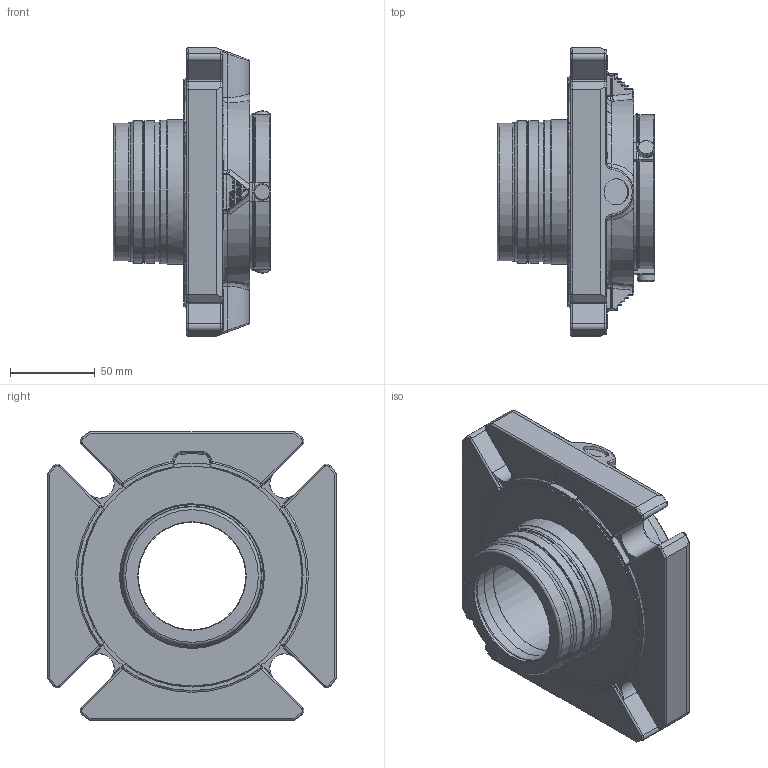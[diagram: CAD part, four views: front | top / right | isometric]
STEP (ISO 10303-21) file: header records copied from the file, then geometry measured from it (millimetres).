
FILE_DESCRIPTION(/* description */ ('Unknown'),/* implementation_level */ '2;1');
FILE_NAME(/* name */ '2.500-DMSF-LARGE-BOX-BORE-SEAL-ARRANGEMENT',/* time_stamp */ '2023-06-06T12:37:55+01:00',/* author */ ('Unknown'),/* organization */ ('Unknown'),/* preprocessor_version */ 'ST-DEVELOPER v18.102',/* originating_system */ 'Solid Edge',/* authorisation */ 'Unknown');
FILE_SCHEMA (('AUTOMOTIVE_DESIGN {1 0 10303 214 3 1 1}'));
Length unit declared in the file: millimetre
Products named in the file (1): 2.500-DMSF-LARGE-BOX-BORE-SEAL-ARRANGEMENT
Bounding box: 93.24 x 170.31 x 170.31 mm (x, y, z)
Volume: 765770.4 mm3; surface area: 109972.9 mm2
Topology: 1 solids, 1 shells, 977 faces, 2520 edges, 1563 vertices
Faces by surface type: cylinder 337, plane 301, bspline 166, torus 109, sphere 40, cone 24
Full cylindrical faces by diameter (mm): 5.805 x2, 10 x3, 15.5 x2, 63.5 x1, 63.602 x3, 63.856 x1, 69.825 x2, 81.509 x1, 84.201 x1, 84.252 x1, 84.938 x1, 85.446 x1, 91.567 x1, 130 x1
Entity records: 32702 total; most frequent: CARTESIAN_POINT 9965, ORIENTED_EDGE 4888, DIRECTION 4541, EDGE_CURVE 2444, AXIS2_PLACEMENT_3D 1714, VERTEX_POINT 1545, LINE 1113, VECTOR 1113
